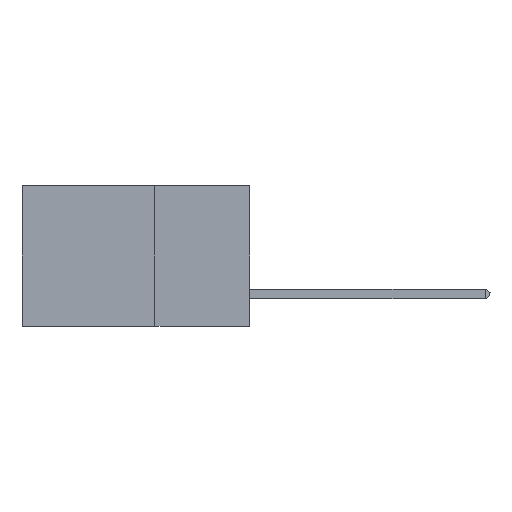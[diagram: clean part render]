
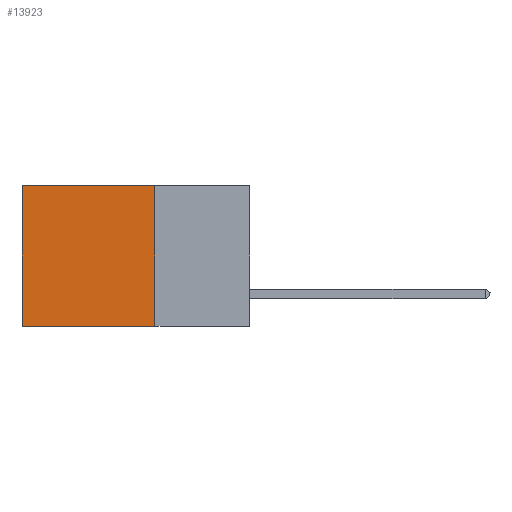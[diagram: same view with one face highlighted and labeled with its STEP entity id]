
A CAD part, left-side view. The second image highlights one B-rep face of the part: STEP entity #13923.
In plain terms, the highlighted planar face has unit normal (-1, 0, 0).
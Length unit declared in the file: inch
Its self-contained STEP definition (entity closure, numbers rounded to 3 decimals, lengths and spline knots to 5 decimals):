
#747 = CARTESIAN_POINT ( 'NONE',  ( 0.2875, 0.25, 0. ) ) ;
#1639 = LINE ( 'NONE', #5027, #17308 ) ;
#2378 = VECTOR ( 'NONE', #15664, 39.37008 ) ;
#2418 = CARTESIAN_POINT ( 'NONE',  ( 0.2875, 0.25, -0.37 ) ) ;
#3183 = CARTESIAN_POINT ( 'NONE',  ( 0.2875, 0.25, 0. ) ) ;
#3566 = VECTOR ( 'NONE', #15255, 39.37008 ) ;
#5027 = CARTESIAN_POINT ( 'NONE',  ( 0.2875, 0.25, 0. ) ) ;
#5118 = DIRECTION ( 'NONE',  ( 0., 0., -1. ) ) ;
#5576 = DIRECTION ( 'NONE',  ( 1., 0., 0. ) ) ;
#7293 = EDGE_LOOP ( 'NONE', ( #23256, #18072, #16348, #18560 ) ) ;
#10592 = EDGE_CURVE ( 'NONE', #16785, #26964, #20692, .T. ) ;
#10704 = LINE ( 'NONE', #2418, #30542 ) ;
#10860 = CARTESIAN_POINT ( 'NONE',  ( 0.2875, 0.6, 0. ) ) ;
#11414 = AXIS2_PLACEMENT_3D ( 'NONE', #747, #5576, #24738 ) ;
#12047 = CARTESIAN_POINT ( 'NONE',  ( 0.2875, 0.6, 0. ) ) ;
#12134 = VERTEX_POINT ( 'NONE', #20342 ) ;
#13079 = FACE_OUTER_BOUND ( 'NONE', #7293, .T. ) ;
#13923 = ADVANCED_FACE ( 'NONE', ( #13079 ), #29455, .F. ) ;
#15140 = CARTESIAN_POINT ( 'NONE',  ( 0.2875, 0.6, -0.37 ) ) ;
#15255 = DIRECTION ( 'NONE',  ( 0., 1., 0. ) ) ;
#15664 = DIRECTION ( 'NONE',  ( 0., 0., -1. ) ) ;
#16348 = ORIENTED_EDGE ( 'NONE', *, *, #23335, .F. ) ;
#16761 = DIRECTION ( 'NONE',  ( 0., 1., 0. ) ) ;
#16785 = VERTEX_POINT ( 'NONE', #12047 ) ;
#17308 = VECTOR ( 'NONE', #5118, 39.37008 ) ;
#17716 = VERTEX_POINT ( 'NONE', #3183 ) ;
#18072 = ORIENTED_EDGE ( 'NONE', *, *, #28298, .F. ) ;
#18560 = ORIENTED_EDGE ( 'NONE', *, *, #21612, .T. ) ;
#20342 = CARTESIAN_POINT ( 'NONE',  ( 0.2875, 0.25, -0.37 ) ) ;
#20692 = LINE ( 'NONE', #10860, #2378 ) ;
#21612 = EDGE_CURVE ( 'NONE', #17716, #16785, #24906, .T. ) ;
#21980 = CARTESIAN_POINT ( 'NONE',  ( 0.2875, 0.25, 0. ) ) ;
#23256 = ORIENTED_EDGE ( 'NONE', *, *, #10592, .T. ) ;
#23335 = EDGE_CURVE ( 'NONE', #17716, #12134, #1639, .T. ) ;
#24738 = DIRECTION ( 'NONE',  ( 0., 0., -1. ) ) ;
#24906 = LINE ( 'NONE', #21980, #3566 ) ;
#26964 = VERTEX_POINT ( 'NONE', #15140 ) ;
#28298 = EDGE_CURVE ( 'NONE', #12134, #26964, #10704, .T. ) ;
#29455 = PLANE ( 'NONE',  #11414 ) ;
#30542 = VECTOR ( 'NONE', #16761, 39.37008 ) ;
